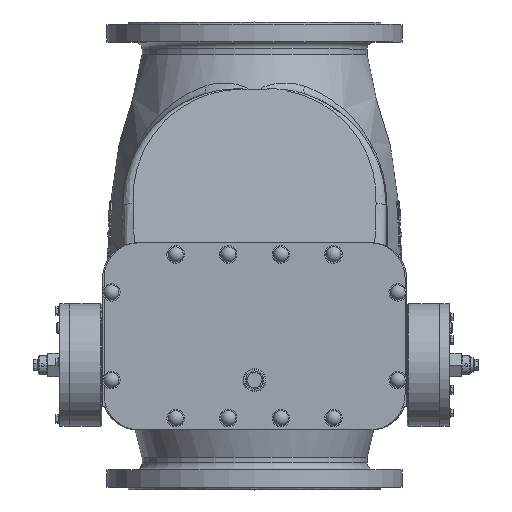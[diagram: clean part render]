
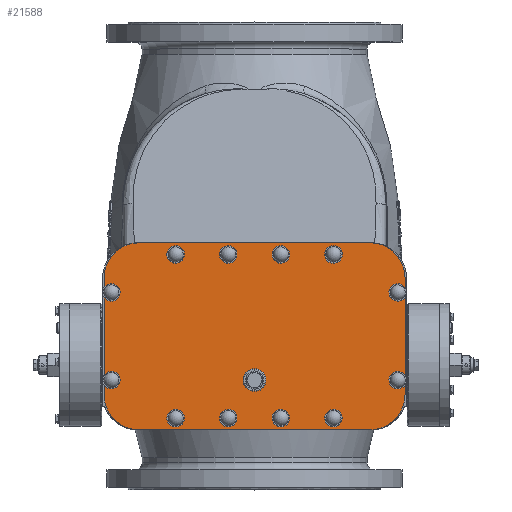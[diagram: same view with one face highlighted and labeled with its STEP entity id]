
A CAD part, top view. The second image highlights one B-rep face of the part: STEP entity #21588.
In plain terms, the highlighted planar face has unit normal (0, 0, 1).
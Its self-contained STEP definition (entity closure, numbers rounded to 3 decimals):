
#3478=LINE('',#43189,#4410);
#3479=LINE('',#43193,#4411);
#3480=LINE('',#43197,#4412);
#3481=LINE('',#43200,#4413);
#4410=VECTOR('',#27881,10.);
#4411=VECTOR('',#27884,10.);
#4412=VECTOR('',#27887,10.);
#4413=VECTOR('',#27890,10.);
#5059=PLANE('',#23600);
#6489=FACE_OUTER_BOUND('',#8019,.T.);
#8019=EDGE_LOOP('',(#18605,#18606,#18607,#18608,#18609,#18610,#18611,#18612));
#9574=CIRCLE('',#23601,60.);
#9575=CIRCLE('',#23602,60.);
#9576=CIRCLE('',#23603,60.);
#9577=CIRCLE('',#23604,60.);
#11256=VERTEX_POINT('',#43185);
#11257=VERTEX_POINT('',#43186);
#11258=VERTEX_POINT('',#43188);
#11259=VERTEX_POINT('',#43190);
#11260=VERTEX_POINT('',#43192);
#11261=VERTEX_POINT('',#43194);
#11262=VERTEX_POINT('',#43196);
#11263=VERTEX_POINT('',#43198);
#13844=EDGE_CURVE('',#11256,#11257,#9574,.T.);
#13845=EDGE_CURVE('',#11258,#11256,#3478,.T.);
#13846=EDGE_CURVE('',#11259,#11258,#9575,.T.);
#13847=EDGE_CURVE('',#11260,#11259,#3479,.T.);
#13848=EDGE_CURVE('',#11261,#11260,#9576,.T.);
#13849=EDGE_CURVE('',#11262,#11261,#3480,.T.);
#13850=EDGE_CURVE('',#11263,#11262,#9577,.T.);
#13851=EDGE_CURVE('',#11257,#11263,#3481,.T.);
#18605=ORIENTED_EDGE('',*,*,#13844,.F.);
#18606=ORIENTED_EDGE('',*,*,#13845,.F.);
#18607=ORIENTED_EDGE('',*,*,#13846,.F.);
#18608=ORIENTED_EDGE('',*,*,#13847,.F.);
#18609=ORIENTED_EDGE('',*,*,#13848,.F.);
#18610=ORIENTED_EDGE('',*,*,#13849,.F.);
#18611=ORIENTED_EDGE('',*,*,#13850,.F.);
#18612=ORIENTED_EDGE('',*,*,#13851,.F.);
#21588=ADVANCED_FACE('',(#6489),#5059,.T.);
#23600=AXIS2_PLACEMENT_3D('',#43184,#27877,#27878);
#23601=AXIS2_PLACEMENT_3D('',#43187,#27879,#27880);
#23602=AXIS2_PLACEMENT_3D('',#43191,#27882,#27883);
#23603=AXIS2_PLACEMENT_3D('',#43195,#27885,#27886);
#23604=AXIS2_PLACEMENT_3D('',#43199,#27888,#27889);
#27877=DIRECTION('center_axis',(0.,0.,
1.));
#27878=DIRECTION('ref_axis',(1.,0.,0.));
#27879=DIRECTION('center_axis',(0.,0.,
-1.));
#27880=DIRECTION('ref_axis',(0.,1.,0.));
#27881=DIRECTION('',(0.,1.,0.));
#27882=DIRECTION('center_axis',(0.,0.,
-1.));
#27883=DIRECTION('ref_axis',(-1.,0.,0.));
#27884=DIRECTION('',(-1.,0.,0.));
#27885=DIRECTION('center_axis',(0.,0.,
-1.));
#27886=DIRECTION('ref_axis',(0.,-1.,0.));
#27887=DIRECTION('',(0.,-1.,0.));
#27888=DIRECTION('center_axis',(0.,0.,
-1.));
#27889=DIRECTION('ref_axis',(1.,0.,0.));
#27890=DIRECTION('',(1.,0.,0.));
#43184=CARTESIAN_POINT('Origin',(0.,-138.,358.));
#43185=CARTESIAN_POINT('',(-257.5,-38.,358.));
#43186=CARTESIAN_POINT('',(-197.5,22.,358.));
#43187=CARTESIAN_POINT('Origin',(-197.5,-38.,358.));
#43188=CARTESIAN_POINT('',(-257.5,-238.,358.));
#43189=CARTESIAN_POINT('',(-257.5,-38.,358.));
#43190=CARTESIAN_POINT('',(-197.5,-298.,358.));
#43191=CARTESIAN_POINT('Origin',(-197.5,-238.,358.));
#43192=CARTESIAN_POINT('',(197.5,-298.,358.));
#43193=CARTESIAN_POINT('',(-197.5,-298.,358.));
#43194=CARTESIAN_POINT('',(257.5,-238.,358.));
#43195=CARTESIAN_POINT('Origin',(197.5,-238.,358.));
#43196=CARTESIAN_POINT('',(257.5,-38.,358.));
#43197=CARTESIAN_POINT('',(257.5,-238.,358.));
#43198=CARTESIAN_POINT('',(197.5,22.,358.));
#43199=CARTESIAN_POINT('Origin',(197.5,-38.,358.));
#43200=CARTESIAN_POINT('',(197.5,22.,358.));
